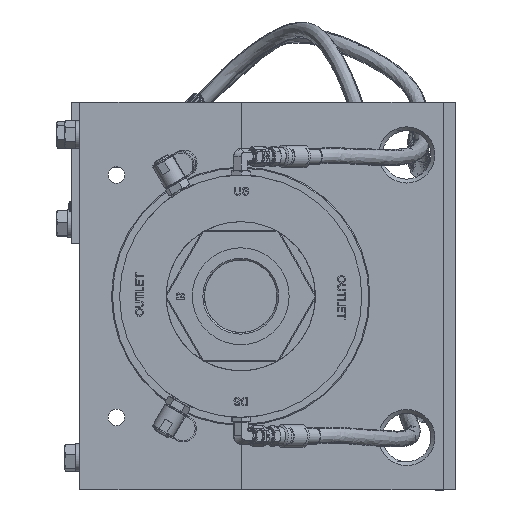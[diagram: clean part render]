
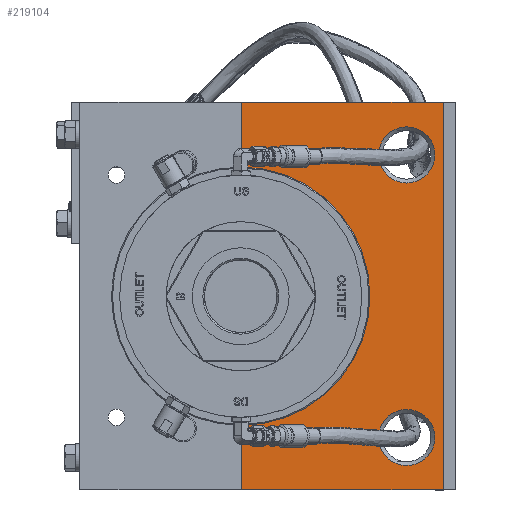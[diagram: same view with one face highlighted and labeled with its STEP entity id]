
A CAD part, left-side view. The second image highlights one B-rep face of the part: STEP entity #219104.
In plain terms, the highlighted planar face has unit normal (-1, 0, 0).
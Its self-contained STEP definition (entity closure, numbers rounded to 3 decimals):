
#789 = VECTOR ( 'NONE', #174919, 39.37 ) ;
#1511 = VECTOR ( 'NONE', #216625, 39.37 ) ;
#3191 = CARTESIAN_POINT ( 'NONE',  ( -21.22, -0.02, -6. ) ) ;
#3520 = AXIS2_PLACEMENT_3D ( 'NONE', #146638, #198710, #95232 ) ;
#11421 = EDGE_CURVE ( 'NONE', #152140, #137774, #47559, .T. ) ;
#19653 = CARTESIAN_POINT ( 'NONE',  ( -21.22, -5.14, 4.375 ) ) ;
#21005 = VERTEX_POINT ( 'NONE', #195642 ) ;
#24983 = CIRCLE ( 'NONE', #74607, 4. ) ;
#26863 = CARTESIAN_POINT ( 'NONE',  ( -21.22, -6.27, -6. ) ) ;
#26921 = CIRCLE ( 'NONE', #94988, 0.87 ) ;
#37077 = DIRECTION ( 'NONE',  ( 0., 1., 0. ) ) ;
#39909 = DIRECTION ( 'NONE',  ( 0., 0., 1. ) ) ;
#42012 = VECTOR ( 'NONE', #91752, 39.37 ) ;
#43481 = CARTESIAN_POINT ( 'NONE',  ( -21.22, 0., 0. ) ) ;
#44258 = DIRECTION ( 'NONE',  ( 0., 1., 0. ) ) ;
#47559 = LINE ( 'NONE', #154243, #1511 ) ;
#48916 = VECTOR ( 'NONE', #39909, 39.37 ) ;
#53465 = FACE_OUTER_BOUND ( 'NONE', #59581, .T. ) ;
#59581 = EDGE_LOOP ( 'NONE', ( #152355, #90407, #130699, #199190, #218149, #68904 ) ) ;
#60844 = DIRECTION ( 'NONE',  ( 0., 1., 0. ) ) ;
#60886 = ORIENTED_EDGE ( 'NONE', *, *, #158395, .T. ) ;
#60944 = CARTESIAN_POINT ( 'NONE',  ( -21.22, -0.02, -6. ) ) ;
#68904 = ORIENTED_EDGE ( 'NONE', *, *, #183848, .F. ) ;
#74475 = EDGE_CURVE ( 'NONE', #144665, #21005, #24983, .T. ) ;
#74607 = AXIS2_PLACEMENT_3D ( 'NONE', #43481, #164489, #60844 ) ;
#77677 = CARTESIAN_POINT ( 'NONE',  ( -21.22, -5.14, -4.375 ) ) ;
#77820 = PLANE ( 'NONE',  #3520 ) ;
#88178 = LINE ( 'NONE', #211098, #42012 ) ;
#89064 = EDGE_LOOP ( 'NONE', ( #60886 ) ) ;
#90407 = ORIENTED_EDGE ( 'NONE', *, *, #74475, .T. ) ;
#91752 = DIRECTION ( 'NONE',  ( 0., -1., 0. ) ) ;
#91919 = LINE ( 'NONE', #26863, #132421 ) ;
#94988 = AXIS2_PLACEMENT_3D ( 'NONE', #77677, #198563, #95086 ) ;
#95086 = DIRECTION ( 'NONE',  ( 0., 1., 0. ) ) ;
#95232 = DIRECTION ( 'NONE',  ( 0., 1., 0. ) ) ;
#95678 = ORIENTED_EDGE ( 'NONE', *, *, #191719, .T. ) ;
#98816 = CIRCLE ( 'NONE', #187689, 0.87 ) ;
#114302 = EDGE_LOOP ( 'NONE', ( #95678 ) ) ;
#118586 = EDGE_CURVE ( 'NONE', #137774, #138993, #91919, .T. ) ;
#129318 = VERTEX_POINT ( 'NONE', #179060 ) ;
#130699 = ORIENTED_EDGE ( 'NONE', *, *, #216227, .F. ) ;
#132421 = VECTOR ( 'NONE', #44258, 39.37 ) ;
#137774 = VERTEX_POINT ( 'NONE', #214385 ) ;
#138993 = VERTEX_POINT ( 'NONE', #60944 ) ;
#140762 = DIRECTION ( 'NONE',  ( 1., 0., 0. ) ) ;
#143606 = CARTESIAN_POINT ( 'NONE',  ( -21.22, -0.02, -6. ) ) ;
#144665 = VERTEX_POINT ( 'NONE', #185431 ) ;
#145484 = FACE_BOUND ( 'NONE', #114302, .T. ) ;
#146439 = VERTEX_POINT ( 'NONE', #179674 ) ;
#146638 = CARTESIAN_POINT ( 'NONE',  ( -21.22, -0.02, -6. ) ) ;
#152140 = VERTEX_POINT ( 'NONE', #184906 ) ;
#152355 = ORIENTED_EDGE ( 'NONE', *, *, #186535, .F. ) ;
#154243 = CARTESIAN_POINT ( 'NONE',  ( -21.22, -6.27, -6. ) ) ;
#158395 = EDGE_CURVE ( 'NONE', #216805, #216805, #98816, .T. ) ;
#164489 = DIRECTION ( 'NONE',  ( 1., 0., 0. ) ) ;
#174919 = DIRECTION ( 'NONE',  ( 0., 0., 1. ) ) ;
#176006 = CARTESIAN_POINT ( 'NONE',  ( -21.22, -4.27, 4.375 ) ) ;
#179060 = CARTESIAN_POINT ( 'NONE',  ( -21.22, -0.02, 6. ) ) ;
#179674 = CARTESIAN_POINT ( 'NONE',  ( -21.22, -4.27, -4.375 ) ) ;
#181517 = LINE ( 'NONE', #143606, #48916 ) ;
#183848 = EDGE_CURVE ( 'NONE', #129318, #152140, #88178, .T. ) ;
#184906 = CARTESIAN_POINT ( 'NONE',  ( -21.22, -6.27, 6. ) ) ;
#185431 = CARTESIAN_POINT ( 'NONE',  ( -21.22, -0.02, 4. ) ) ;
#186056 = FACE_BOUND ( 'NONE', #89064, .T. ) ;
#186535 = EDGE_CURVE ( 'NONE', #144665, #129318, #219941, .T. ) ;
#187689 = AXIS2_PLACEMENT_3D ( 'NONE', #19653, #140762, #37077 ) ;
#191719 = EDGE_CURVE ( 'NONE', #146439, #146439, #26921, .T. ) ;
#195642 = CARTESIAN_POINT ( 'NONE',  ( -21.22, -0.02, -4. ) ) ;
#198563 = DIRECTION ( 'NONE',  ( 1., 0., 0. ) ) ;
#198710 = DIRECTION ( 'NONE',  ( 1., 0., 0. ) ) ;
#199190 = ORIENTED_EDGE ( 'NONE', *, *, #118586, .F. ) ;
#211098 = CARTESIAN_POINT ( 'NONE',  ( -21.22, -6.27, 6. ) ) ;
#214385 = CARTESIAN_POINT ( 'NONE',  ( -21.22, -6.27, -6. ) ) ;
#216227 = EDGE_CURVE ( 'NONE', #138993, #21005, #181517, .T. ) ;
#216625 = DIRECTION ( 'NONE',  ( 0., 0., -1. ) ) ;
#216805 = VERTEX_POINT ( 'NONE', #176006 ) ;
#218149 = ORIENTED_EDGE ( 'NONE', *, *, #11421, .F. ) ;
#219104 = ADVANCED_FACE ( 'NONE', ( #186056, #145484, #53465 ), #77820, .F. ) ;
#219941 = LINE ( 'NONE', #3191, #789 ) ;
